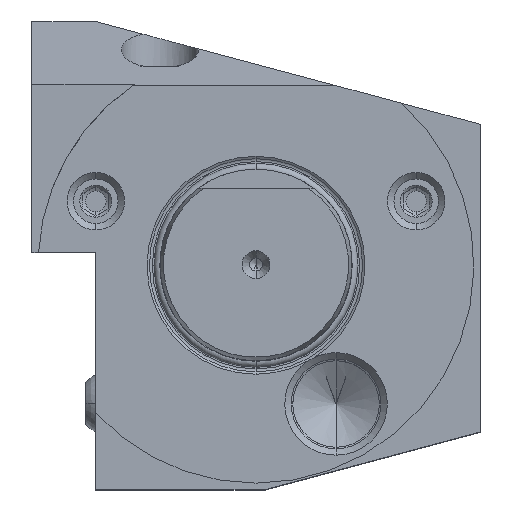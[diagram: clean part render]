
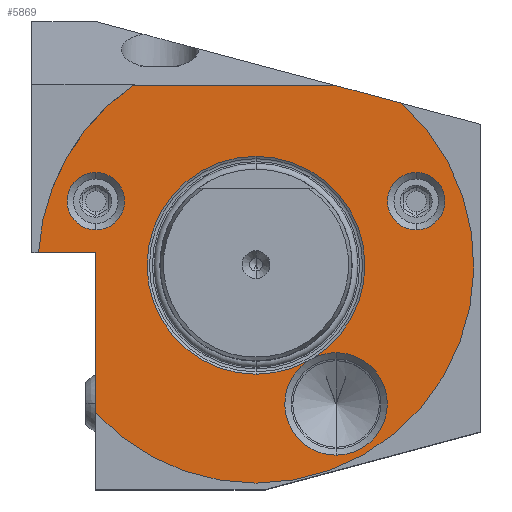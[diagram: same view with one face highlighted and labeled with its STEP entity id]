
A CAD part, top view. The second image highlights one B-rep face of the part: STEP entity #5869.
In plain terms, the highlighted planar face has unit normal (0, 0, 1).
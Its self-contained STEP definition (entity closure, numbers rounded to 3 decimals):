
#203=DIRECTION('',(-1,0,0));
#204=VECTOR('',#203,31.895);
#205=CARTESIAN_POINT('',(12.608,28,-55));
#206=LINE('',#205,#204);
#207=DIRECTION('',(-0.966,0.259,0));
#208=VECTOR('',#207,10.475);
#209=CARTESIAN_POINT('',(22.726,25.289,-55));
#210=LINE('',#209,#208);
#211=CARTESIAN_POINT('',(0,0,-55));
#212=DIRECTION('',(0,0,1));
#213=DIRECTION('',(0,-1,0));
#214=AXIS2_PLACEMENT_3D('',#211,#212,#213);
#216=CARTESIAN_POINT('',(0,0,-55));
#217=DIRECTION('',(0,0,1));
#218=DIRECTION('',(-0.735,-0.678,0));
#219=AXIS2_PLACEMENT_3D('',#216,#217,#218);
#221=DIRECTION('',(0,-1,0));
#222=VECTOR('',#221,25.043);
#223=CARTESIAN_POINT('',(-25,2,-55));
#224=LINE('',#223,#222);
#225=DIRECTION('',(1,0,0));
#226=VECTOR('',#225,8.941);
#227=CARTESIAN_POINT('',(-33.941,2,-55));
#228=LINE('',#227,#226);
#229=CARTESIAN_POINT('',(0,0,-55));
#230=DIRECTION('',(0,0,1));
#231=DIRECTION('',(-0.567,0.824,0));
#232=AXIS2_PLACEMENT_3D('',#229,#230,#231);
#234=CARTESIAN_POINT('',(25,10,-55));
#235=DIRECTION('',(0,0,-1));
#236=DIRECTION('',(0,-1,0));
#237=AXIS2_PLACEMENT_3D('',#234,#235,#236);
#239=CARTESIAN_POINT('',(25,10,-55));
#240=DIRECTION('',(0,0,-1));
#241=DIRECTION('',(0,1,0));
#242=AXIS2_PLACEMENT_3D('',#239,#240,#241);
#244=CARTESIAN_POINT('',(-25,10,-55));
#245=DIRECTION('',(0,0,-1));
#246=DIRECTION('',(0,-1,0));
#247=AXIS2_PLACEMENT_3D('',#244,#245,#246);
#249=CARTESIAN_POINT('',(-25,10,-55));
#250=DIRECTION('',(0,0,-1));
#251=DIRECTION('',(0,1,0));
#252=AXIS2_PLACEMENT_3D('',#249,#250,#251);
#254=CARTESIAN_POINT('',(0,0,-55));
#255=DIRECTION('',(0,0,-1));
#256=DIRECTION('',(0,1,0));
#257=AXIS2_PLACEMENT_3D('',#254,#255,#256);
#259=CARTESIAN_POINT('',(0,0,-55));
#260=DIRECTION('',(0,0,-1));
#261=DIRECTION('',(0,-1,0));
#262=AXIS2_PLACEMENT_3D('',#259,#260,#261);
#264=CARTESIAN_POINT('',(0,0,-55));
#265=DIRECTION('',(0,0,-1));
#266=DIRECTION('',(0.476,-0.879,0));
#267=AXIS2_PLACEMENT_3D('',#264,#265,#266);
#269=CARTESIAN_POINT('',(12.49,-21.633,-55));
#270=DIRECTION('',(0,0,-1));
#271=DIRECTION('',(0,-1,0));
#272=AXIS2_PLACEMENT_3D('',#269,#270,#271);
#274=CARTESIAN_POINT('',(12.49,-21.633,-55));
#275=DIRECTION('',(0,0,-1));
#276=DIRECTION('',(0,1,0));
#277=AXIS2_PLACEMENT_3D('',#274,#275,#276);
#279=CARTESIAN_POINT('',(12.49,-21.633,-55));
#280=DIRECTION('',(0,0,-1));
#281=DIRECTION('',(-0.449,0.894,0));
#282=AXIS2_PLACEMENT_3D('',#279,#280,#281);
#4719=CARTESIAN_POINT('',(0,-17,-55));
#4720=CARTESIAN_POINT('',(0,17,-55));
#4721=VERTEX_POINT('',#4719);
#4722=VERTEX_POINT('',#4720);
#4788=CARTESIAN_POINT('',(0,-34,-55));
#4790=VERTEX_POINT('',#4788);
#4792=CARTESIAN_POINT('',(-25,-23.043,-55));
#4793=VERTEX_POINT('',#4792);
#4826=CARTESIAN_POINT('',(8.901,-14.484,-55));
#4827=VERTEX_POINT('',#4826);
#4845=CARTESIAN_POINT('',(12.49,-13.633,-55));
#4846=CARTESIAN_POINT('',(12.49,-29.633,-55));
#4847=VERTEX_POINT('',#4845);
#4848=VERTEX_POINT('',#4846);
#4849=CARTESIAN_POINT('',(25,14.475,-55));
#4850=CARTESIAN_POINT('',(25,5.525,-55));
#4851=VERTEX_POINT('',#4849);
#4852=VERTEX_POINT('',#4850);
#4853=CARTESIAN_POINT('',(12.608,28,-55));
#4854=CARTESIAN_POINT('',(-19.287,28,-55));
#4855=VERTEX_POINT('',#4853);
#4856=VERTEX_POINT('',#4854);
#4858=CARTESIAN_POINT('',(22.726,25.289,-55));
#4860=VERTEX_POINT('',#4858);
#4861=CARTESIAN_POINT('',(-33.941,2,-55));
#4862=VERTEX_POINT('',#4861);
#4919=CARTESIAN_POINT('',(-25,2,-55));
#4920=VERTEX_POINT('',#4919);
#4975=CARTESIAN_POINT('',(8.093,-14.95,-55));
#4976=VERTEX_POINT('',#4975);
#4977=CARTESIAN_POINT('',(-25,14.475,-55));
#4978=CARTESIAN_POINT('',(-25,5.525,-55));
#4979=VERTEX_POINT('',#4977);
#4980=VERTEX_POINT('',#4978);
#5824=CARTESIAN_POINT('',(17,0,-55));
#5825=DIRECTION('',(0,0,-1));
#5826=DIRECTION('',(0,1,0));
#5827=AXIS2_PLACEMENT_3D('',#5824,#5825,#5826);
#5828=PLANE('',#5827);
#5829=ORIENTED_EDGE('',*,*,#5809,.F.);
#5830=ORIENTED_EDGE('',*,*,#5752,.F.);
#5832=ORIENTED_EDGE('',*,*,#5831,.F.);
#5834=ORIENTED_EDGE('',*,*,#5833,.F.);
#5836=ORIENTED_EDGE('',*,*,#5835,.F.);
#5838=ORIENTED_EDGE('',*,*,#5837,.F.);
#5840=ORIENTED_EDGE('',*,*,#5839,.F.);
#5841=EDGE_LOOP('',(#5829,#5830,#5832,#5834,#5836,#5838,#5840));
#5842=FACE_OUTER_BOUND('',#5841,.F.);
#5844=ORIENTED_EDGE('',*,*,#5843,.F.);
#5846=ORIENTED_EDGE('',*,*,#5845,.F.);
#5847=EDGE_LOOP('',(#5844,#5846));
#5848=FACE_BOUND('',#5847,.F.);
#5850=ORIENTED_EDGE('',*,*,#5849,.F.);
#5852=ORIENTED_EDGE('',*,*,#5851,.F.);
#5853=EDGE_LOOP('',(#5850,#5852));
#5854=FACE_BOUND('',#5853,.F.);
#5856=ORIENTED_EDGE('',*,*,#5855,.F.);
#5858=ORIENTED_EDGE('',*,*,#5857,.F.);
#5860=ORIENTED_EDGE('',*,*,#5859,.F.);
#5862=ORIENTED_EDGE('',*,*,#5861,.F.);
#5864=ORIENTED_EDGE('',*,*,#5863,.F.);
#5866=ORIENTED_EDGE('',*,*,#5865,.F.);
#5867=EDGE_LOOP('',(#5856,#5858,#5860,#5862,#5864,#5866));
#5868=FACE_BOUND('',#5867,.F.);
#5869=ADVANCED_FACE('',(#5842,#5848,#5854,#5868),#5828,.F.);
#215=CIRCLE('',#214,34);
#220=CIRCLE('',#219,34);
#233=CIRCLE('',#232,34);
#238=CIRCLE('',#237,4.475);
#243=CIRCLE('',#242,4.475);
#248=CIRCLE('',#247,4.475);
#253=CIRCLE('',#252,4.475);
#258=CIRCLE('',#257,17);
#263=CIRCLE('',#262,17);
#268=CIRCLE('',#267,17);
#273=CIRCLE('',#272,8);
#278=CIRCLE('',#277,8);
#283=CIRCLE('',#282,8);
#5752=EDGE_CURVE('',#4860,#4855,#210,.T.);
#5809=EDGE_CURVE('',#4855,#4856,#206,.T.);
#5831=EDGE_CURVE('',#4790,#4860,#215,.T.);
#5833=EDGE_CURVE('',#4793,#4790,#220,.T.);
#5835=EDGE_CURVE('',#4920,#4793,#224,.T.);
#5837=EDGE_CURVE('',#4862,#4920,#228,.T.);
#5839=EDGE_CURVE('',#4856,#4862,#233,.T.);
#5843=EDGE_CURVE('',#4852,#4851,#238,.T.);
#5845=EDGE_CURVE('',#4851,#4852,#243,.T.);
#5849=EDGE_CURVE('',#4980,#4979,#248,.T.);
#5851=EDGE_CURVE('',#4979,#4980,#253,.T.);
#5855=EDGE_CURVE('',#4722,#4827,#258,.T.);
#5857=EDGE_CURVE('',#4721,#4722,#263,.T.);
#5859=EDGE_CURVE('',#4976,#4721,#268,.T.);
#5861=EDGE_CURVE('',#4848,#4976,#273,.T.);
#5863=EDGE_CURVE('',#4847,#4848,#278,.T.);
#5865=EDGE_CURVE('',#4827,#4847,#283,.T.);
